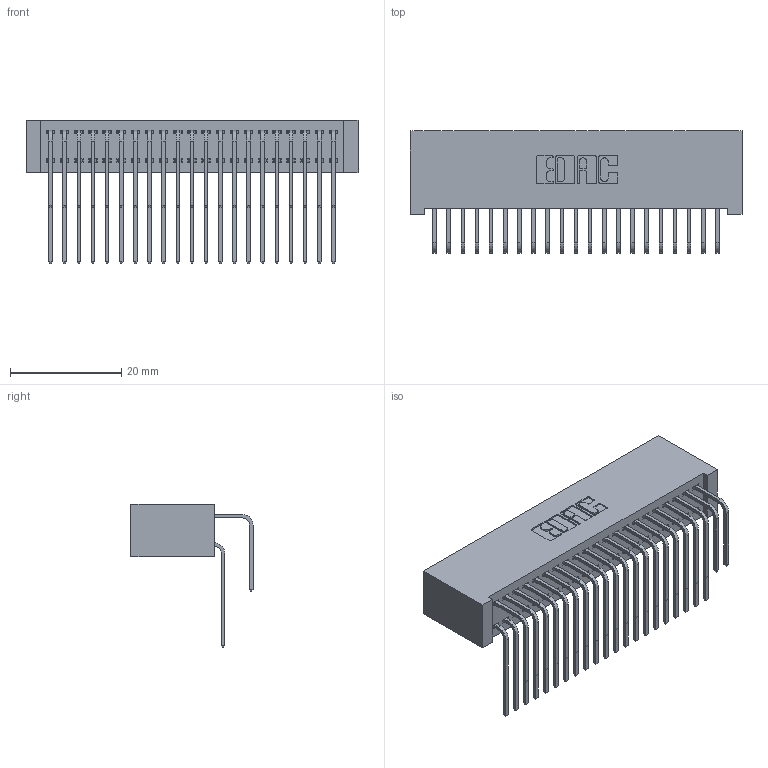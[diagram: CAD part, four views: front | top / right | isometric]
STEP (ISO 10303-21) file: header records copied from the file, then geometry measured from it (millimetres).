
FILE_DESCRIPTION (( 'STEP AP203' ), '1' );
FILE_NAME ('392-042-558-201.STEP', '2019-10-07T21:25:59', ( '' ), ( '' ), 'SwSTEP 2.0', 'SolidWorks 2016', '' );
FILE_SCHEMA (( 'CONFIG_CONTROL_DESIGN' ));
Length unit declared in the file: inch
Products named in the file (4): 345-292-001_558 Tail - 2; 392-042-558-201; 342 Part_Lugless; 345-292-001_558 559 Tail - 1
Assembly tree (43 placements, depth 2):
  392-042-558-201
    342 Part_Lugless
    345-292-001_558 559 Tail - 1  x21
    345-292-001_558 Tail - 2  x21
Bounding box: 59.59 x 21.91 x 25.78 mm (x, y, z)
Volume: 5936.4 mm3; surface area: 10687.8 mm2
Topology: 43 solids, 43 shells, 2370 faces, 7037 edges, 4634 vertices
Faces by surface type: plane 1658, cylinder 712
Entity records: 17601 total; most frequent: CARTESIAN_POINT 2989, ORIENTED_EDGE 2874, DIRECTION 2565, EDGE_CURVE 1437, VECTOR 1277, LINE 1277, VERTEX_POINT 954, AXIS2_PLACEMENT_3D 644
